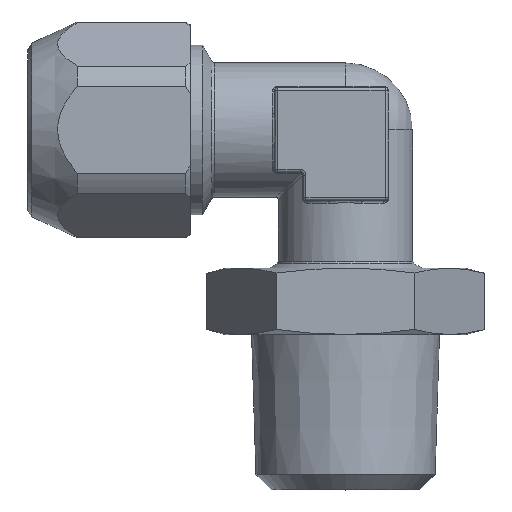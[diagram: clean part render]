
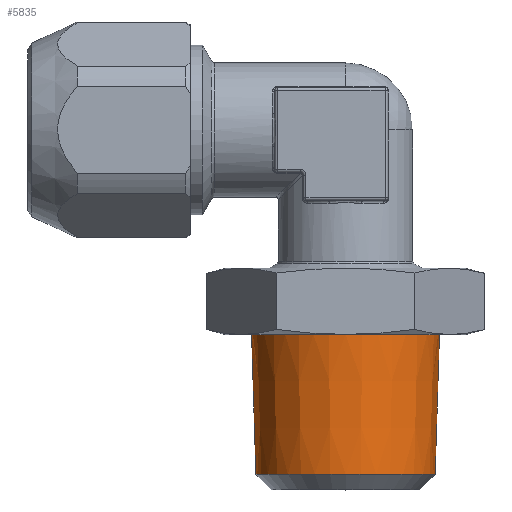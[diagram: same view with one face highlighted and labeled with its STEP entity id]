
A CAD part, top view. The second image highlights one B-rep face of the part: STEP entity #5835.
In plain terms, the highlighted conical face has half-angle 1.78 degrees and reference radius 6.502 mm.
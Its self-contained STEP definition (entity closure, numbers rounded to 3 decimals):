
#1878=CARTESIAN_POINT('',(22.5,-14.5,0.));
#1879=DIRECTION('',(0.,-1.,0.));
#1880=DIRECTION('',(1.,0.,0.));
#1881=AXIS2_PLACEMENT_3D('',#1878,#1879,#1880);
#1918=DIRECTION('',(-0.031,-1.,0.));
#1919=VECTOR('',#1918,9.905);
#1920=CARTESIAN_POINT('',(29.155,-14.5,0.));
#1921=LINE('',#1920,#1919);
#1922=CARTESIAN_POINT('',(22.5,-24.4,0.));
#1923=DIRECTION('',(0.,-1.,0.));
#1924=DIRECTION('',(1.,0.,0.));
#1925=AXIS2_PLACEMENT_3D('',#1922,#1923,#1924);
#1927=DIRECTION('',(0.031,-1.,0.));
#1928=VECTOR('',#1927,9.905);
#1929=CARTESIAN_POINT('',(15.845,-14.5,0.));
#1930=LINE('',#1929,#1928);
#2833=CARTESIAN_POINT('',(28.848,-24.4,0.));
#2834=CARTESIAN_POINT('',(16.152,-24.4,0.));
#2835=VERTEX_POINT('',#2833);
#2836=VERTEX_POINT('',#2834);
#2873=CARTESIAN_POINT('',(29.155,-14.5,0.));
#2874=VERTEX_POINT('',#2873);
#2875=CARTESIAN_POINT('',(15.845,-14.5,0.));
#2876=VERTEX_POINT('',#2875);
#5821=CARTESIAN_POINT('',(22.5,-19.45,0.));
#5822=DIRECTION('',(0.,1.,0.));
#5823=DIRECTION('',(1.,0.,0.));
#5824=AXIS2_PLACEMENT_3D('',#5821,#5822,#5823);
#5825=CONICAL_SURFACE('',#5824,6.502,1.78);
#5827=ORIENTED_EDGE('',*,*,#5826,.T.);
#5829=ORIENTED_EDGE('',*,*,#5828,.T.);
#5831=ORIENTED_EDGE('',*,*,#5830,.F.);
#5832=ORIENTED_EDGE('',*,*,#5814,.F.);
#5833=EDGE_LOOP('',(#5827,#5829,#5831,#5832));
#5834=FACE_OUTER_BOUND('',#5833,.F.);
#5835=ADVANCED_FACE('',(#5834),#5825,.T.);
#1882=CIRCLE('',#1881,6.655);
#1926=CIRCLE('',#1925,6.348);
#5814=EDGE_CURVE('',#2874,#2876,#1882,.T.);
#5826=EDGE_CURVE('',#2874,#2835,#1921,.T.);
#5828=EDGE_CURVE('',#2835,#2836,#1926,.T.);
#5830=EDGE_CURVE('',#2876,#2836,#1930,.T.);
